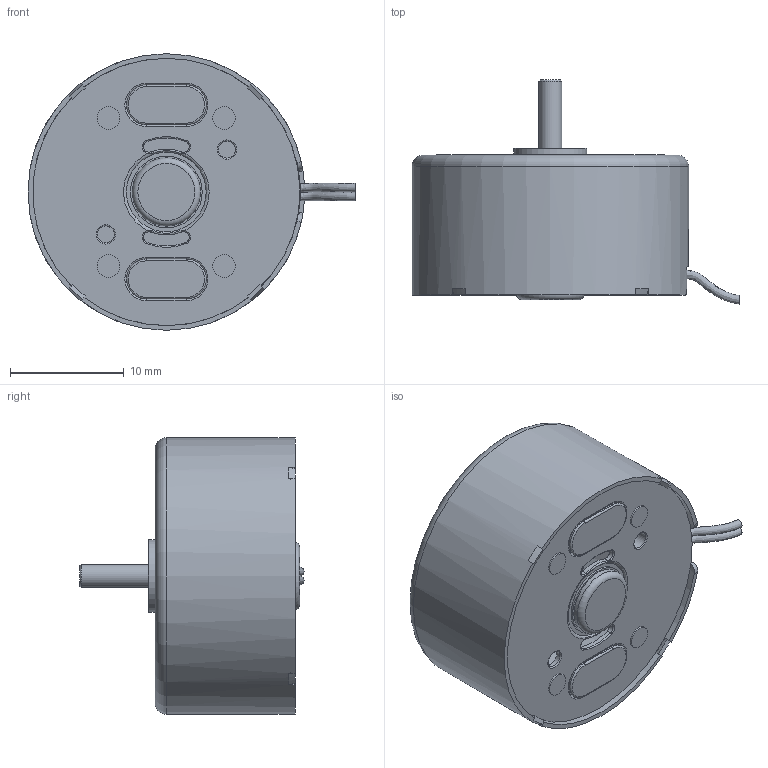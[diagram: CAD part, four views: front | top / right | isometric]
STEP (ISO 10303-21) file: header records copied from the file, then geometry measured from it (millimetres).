
FILE_DESCRIPTION(/* description */ (''),/* implementation_level */ '2;1');
FILE_NAME(/* name */ 'DC6V Brushed motor.step',/* time_stamp */ '2019-03-23T00:28:53+07:00',/* author */ ('nashatirko'),/* organization */ (''),/* preprocessor_version */ 'ST-DEVELOPER v17.2',/* originating_system */ 'Autodesk Translation Framework v7.6.0.251',/* authorisation */ '');
FILE_SCHEMA (('AUTOMOTIVE_DESIGN { 1 0 10303 214 3 1 1 }'));
Length unit declared in the file: millimetre
Products named in the file (1): DC6V Brushed motor
Bounding box: 28.81 x 19.69 x 24.3 mm (x, y, z)
Volume: 866.6 mm3; surface area: 3884.5 mm2
Topology: 5 solids, 5 shells, 193 faces, 459 edges, 292 vertices
Faces by surface type: plane 80, cylinder 64, torus 28, cone 15, bspline 6
Full cylindrical faces by diameter (mm): 0.75 x2, 1 x4, 1.5 x9, 2 x5, 2.5 x1, 5.4 x1, 6 x1, 6.3 x1, 6.4 x1, 22 x1, 23.5 x3, 24.3 x1
Entity records: 6411 total; most frequent: CARTESIAN_POINT 1703, DIRECTION 1041, ORIENTED_EDGE 918, EDGE_CURVE 459, AXIS2_PLACEMENT_3D 424, VERTEX_POINT 292, CIRCLE 234, EDGE_LOOP 233
